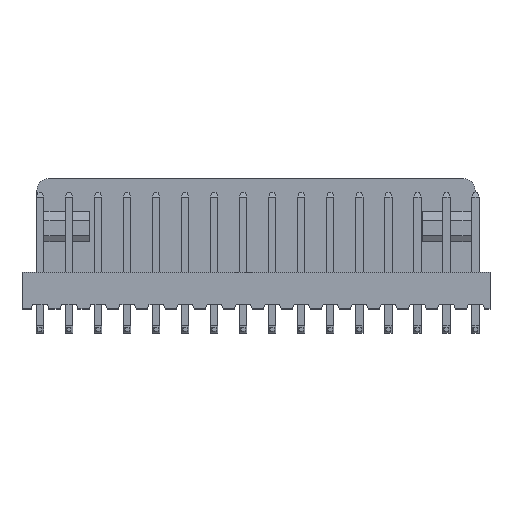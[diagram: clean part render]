
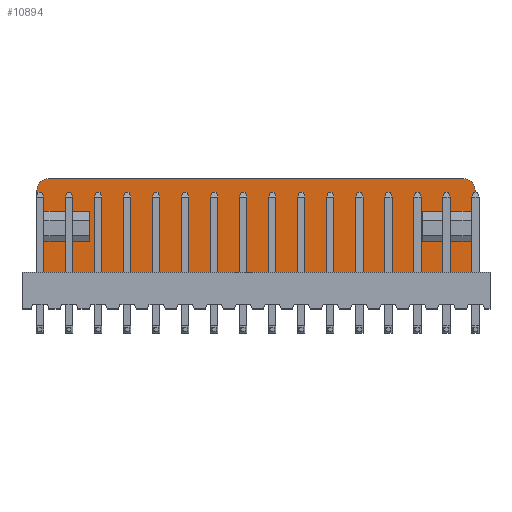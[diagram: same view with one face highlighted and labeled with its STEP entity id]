
A CAD part, top view. The second image highlights one B-rep face of the part: STEP entity #10894.
In plain terms, the highlighted planar face has unit normal (0, 0, 1).
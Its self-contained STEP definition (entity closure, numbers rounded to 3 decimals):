
#1291 = ORIENTED_EDGE ( 'NONE', *, *, #11742, .F. ) ;
#1292 = ORIENTED_EDGE ( 'NONE', *, *, #11741, .T. ) ;
#1293 = ORIENTED_EDGE ( 'NONE', *, *, #11740, .F. ) ;
#1294 = ORIENTED_EDGE ( 'NONE', *, *, #11761, .T. ) ;
#1300 = ORIENTED_EDGE ( 'NONE', *, *, #11836, .T. ) ;
#1301 = ORIENTED_EDGE ( 'NONE', *, *, #11736, .F. ) ;
#1302 = ORIENTED_EDGE ( 'NONE', *, *, #11766, .F. ) ;
#1303 = ORIENTED_EDGE ( 'NONE', *, *, #11738, .F. ) ;
#1304 = ORIENTED_EDGE ( 'NONE', *, *, #11834, .T. ) ;
#1308 = ORIENTED_EDGE ( 'NONE', *, *, #11837, .F. ) ;
#1309 = ORIENTED_EDGE ( 'NONE', *, *, #11743, .T. ) ;
#1310 = ORIENTED_EDGE ( 'NONE', *, *, #11751, .F. ) ;
#1311 = ORIENTED_EDGE ( 'NONE', *, *, #11737, .T. ) ;
#1312 = ORIENTED_EDGE ( 'NONE', *, *, #11739, .F. ) ;
#1939 = EDGE_LOOP ( 'NONE', ( #1291, #1292, #1293, #1294, #1312, #1302, #1303, #1311, #1301, #1310, #1300, #1309, #1308, #1304 ) ) ;
#2265 = VERTEX_POINT ( 'NONE', #4178 ) ;
#2277 = VERTEX_POINT ( 'NONE', #4190 ) ;
#2339 = VERTEX_POINT ( 'NONE', #4252 ) ;
#2347 = VERTEX_POINT ( 'NONE', #4260 ) ;
#2351 = VERTEX_POINT ( 'NONE', #4264 ) ;
#2354 = VERTEX_POINT ( 'NONE', #4267 ) ;
#2356 = VERTEX_POINT ( 'NONE', #4269 ) ;
#2371 = VERTEX_POINT ( 'NONE', #4284 ) ;
#2405 = VERTEX_POINT ( 'NONE', #4318 ) ;
#2407 = VERTEX_POINT ( 'NONE', #4320 ) ;
#2435 = VERTEX_POINT ( 'NONE', #4348 ) ;
#2440 = VERTEX_POINT ( 'NONE', #4353 ) ;
#2449 = VERTEX_POINT ( 'NONE', #4362 ) ;
#2459 = VERTEX_POINT ( 'NONE', #4372 ) ;
#4073 = AXIS2_PLACEMENT_3D ( 'NONE', #6293, #6298, #6299 ) ;
#4178 = CARTESIAN_POINT ( 'NONE',  ( 1.603, 48.254, -4.64 ) ) ;
#4190 = CARTESIAN_POINT ( 'NONE',  ( -2.997, 50.926, -4.64 ) ) ;
#4252 = CARTESIAN_POINT ( 'NONE',  ( -2.997, 45.547, -4.64 ) ) ;
#4260 = CARTESIAN_POINT ( 'NONE',  ( -2.997, 48.254, -4.64 ) ) ;
#4264 = CARTESIAN_POINT ( 'NONE',  ( 34.343, 53.751, -4.64 ) ) ;
#4267 = CARTESIAN_POINT ( 'NONE',  ( 30.743, 50.926, -4.64 ) ) ;
#4269 = CARTESIAN_POINT ( 'NONE',  ( -2.997, 52.751, -4.64 ) ) ;
#4284 = CARTESIAN_POINT ( 'NONE',  ( 35.343, 52.751, -4.64 ) ) ;
#4318 = CARTESIAN_POINT ( 'NONE',  ( 35.343, 48.254, -4.64 ) ) ;
#4320 = CARTESIAN_POINT ( 'NONE',  ( -1.997, 53.751, -4.64 ) ) ;
#4348 = CARTESIAN_POINT ( 'NONE',  ( 30.743, 48.254, -4.64 ) ) ;
#4353 = CARTESIAN_POINT ( 'NONE',  ( 35.343, 45.547, -4.64 ) ) ;
#4362 = CARTESIAN_POINT ( 'NONE',  ( 1.603, 50.926, -4.64 ) ) ;
#4372 = CARTESIAN_POINT ( 'NONE',  ( 35.343, 50.926, -4.64 ) ) ;
#5440 = FACE_OUTER_BOUND ( 'NONE', #1939, .T. ) ;
#6292 = PLANE ( 'NONE',  #4073 ) ;
#6293 = CARTESIAN_POINT ( 'NONE',  ( -4.297, 53.751, -4.64 ) ) ;
#6298 = DIRECTION ( 'NONE',  ( 0., 0., 1. ) ) ;
#6299 = DIRECTION ( 'NONE',  ( 1., 0., 0. ) ) ;
#9660 = LINE ( 'NONE', #10219, #9671 ) ;
#9664 = LINE ( 'NONE', #10244, #9667 ) ;
#9666 = LINE ( 'NONE', #10246, #9669 ) ;
#9667 = VECTOR ( 'NONE', #10245, 1000. ) ;
#9668 = LINE ( 'NONE', #10239, #9675 ) ;
#9669 = VECTOR ( 'NONE', #10248, 1000. ) ;
#9670 = LINE ( 'NONE', #10250, #9673 ) ;
#9671 = VECTOR ( 'NONE', #10249, 1000. ) ;
#9672 = LINE ( 'NONE', #10255, #9680 ) ;
#9673 = VECTOR ( 'NONE', #10252, 1000. ) ;
#9674 = CIRCLE ( 'NONE', #10044, 1. ) ;
#9675 = VECTOR ( 'NONE', #10253, 1000. ) ;
#9676 = LINE ( 'NONE', #10251, #9678 ) ;
#9678 = VECTOR ( 'NONE', #10247, 1000. ) ;
#9680 = VECTOR ( 'NONE', #10260, 1000. ) ;
#9693 = LINE ( 'NONE', #10275, #9696 ) ;
#9696 = VECTOR ( 'NONE', #10277, 1000. ) ;
#9713 = LINE ( 'NONE', #10295, #9716 ) ;
#9716 = VECTOR ( 'NONE', #10296, 1000. ) ;
#9723 = LINE ( 'NONE', #10305, #9726 ) ;
#9726 = VECTOR ( 'NONE', #10307, 1000. ) ;
#9859 = CIRCLE ( 'NONE', #10045, 1. ) ;
#9862 = LINE ( 'NONE', #10444, #9865 ) ;
#9864 = LINE ( 'NONE', #10446, #9867 ) ;
#9865 = VECTOR ( 'NONE', #10445, 1000. ) ;
#9867 = VECTOR ( 'NONE', #10447, 1000. ) ;
#10044 = AXIS2_PLACEMENT_3D ( 'NONE', #10256, #10257, #10258 ) ;
#10045 = AXIS2_PLACEMENT_3D ( 'NONE', #10441, #10442, #10443 ) ;
#10219 = CARTESIAN_POINT ( 'NONE',  ( -2.997, 48.254, -4.64 ) ) ;
#10239 = CARTESIAN_POINT ( 'NONE',  ( -2.997, 53.751, -4.64 ) ) ;
#10244 = CARTESIAN_POINT ( 'NONE',  ( 35.343, 48.254, -4.64 ) ) ;
#10245 = DIRECTION ( 'NONE',  ( 0., -1., 0. ) ) ;
#10246 = CARTESIAN_POINT ( 'NONE',  ( -4.297, 45.547, -4.64 ) ) ;
#10247 = DIRECTION ( 'NONE',  ( 1., 0., 0. ) ) ;
#10248 = DIRECTION ( 'NONE',  ( 1., 0., 0. ) ) ;
#10249 = DIRECTION ( 'NONE',  ( 0., 1., 0. ) ) ;
#10250 = CARTESIAN_POINT ( 'NONE',  ( 1.603, 16.401, -4.64 ) ) ;
#10251 = CARTESIAN_POINT ( 'NONE',  ( -4.297, 53.751, -4.64 ) ) ;
#10252 = DIRECTION ( 'NONE',  ( 0., 1., 0. ) ) ;
#10253 = DIRECTION ( 'NONE',  ( 0., 1., 0. ) ) ;
#10255 = CARTESIAN_POINT ( 'NONE',  ( -4.297, 50.926, -4.64 ) ) ;
#10256 = CARTESIAN_POINT ( 'NONE',  ( -1.997, 52.751, -4.64 ) ) ;
#10257 = DIRECTION ( 'NONE',  ( 0., 0., 1. ) ) ;
#10258 = DIRECTION ( 'NONE',  ( 1., 0., 0. ) ) ;
#10260 = DIRECTION ( 'NONE',  ( 1., 0., 0. ) ) ;
#10275 = CARTESIAN_POINT ( 'NONE',  ( -4.297, 48.254, -4.64 ) ) ;
#10277 = DIRECTION ( 'NONE',  ( 1., 0., 0. ) ) ;
#10295 = CARTESIAN_POINT ( 'NONE',  ( -4.297, 50.926, -4.64 ) ) ;
#10296 = DIRECTION ( 'NONE',  ( 1., 0., 0. ) ) ;
#10305 = CARTESIAN_POINT ( 'NONE',  ( -4.297, 48.254, -4.64 ) ) ;
#10307 = DIRECTION ( 'NONE',  ( 1., 0., 0. ) ) ;
#10441 = CARTESIAN_POINT ( 'NONE',  ( 34.343, 52.751, -4.64 ) ) ;
#10442 = DIRECTION ( 'NONE',  ( 0., 0., 1. ) ) ;
#10443 = DIRECTION ( 'NONE',  ( 1., 0., 0. ) ) ;
#10444 = CARTESIAN_POINT ( 'NONE',  ( 30.743, 16.401, -4.64 ) ) ;
#10445 = DIRECTION ( 'NONE',  ( 0., 1., 0. ) ) ;
#10446 = CARTESIAN_POINT ( 'NONE',  ( 35.343, 53.751, -4.64 ) ) ;
#10447 = DIRECTION ( 'NONE',  ( 0., -1., 0. ) ) ;
#10894 = ADVANCED_FACE ( 'NONE', ( #5440 ), #6292, .T. ) ;
#11736 = EDGE_CURVE ( 'NONE', #2405, #2440, #9664, .T. ) ;
#11737 = EDGE_CURVE ( 'NONE', #2339, #2440, #9666, .T. ) ;
#11738 = EDGE_CURVE ( 'NONE', #2339, #2347, #9660, .T. ) ;
#11739 = EDGE_CURVE ( 'NONE', #2265, #2449, #9670, .T. ) ;
#11740 = EDGE_CURVE ( 'NONE', #2277, #2356, #9668, .T. ) ;
#11741 = EDGE_CURVE ( 'NONE', #2407, #2356, #9674, .T. ) ;
#11742 = EDGE_CURVE ( 'NONE', #2407, #2351, #9676, .T. ) ;
#11743 = EDGE_CURVE ( 'NONE', #2354, #2459, #9672, .T. ) ;
#11751 = EDGE_CURVE ( 'NONE', #2435, #2405, #9693, .T. ) ;
#11761 = EDGE_CURVE ( 'NONE', #2277, #2449, #9713, .T. ) ;
#11766 = EDGE_CURVE ( 'NONE', #2347, #2265, #9723, .T. ) ;
#11834 = EDGE_CURVE ( 'NONE', #2371, #2351, #9859, .T. ) ;
#11836 = EDGE_CURVE ( 'NONE', #2435, #2354, #9862, .T. ) ;
#11837 = EDGE_CURVE ( 'NONE', #2371, #2459, #9864, .T. ) ;
